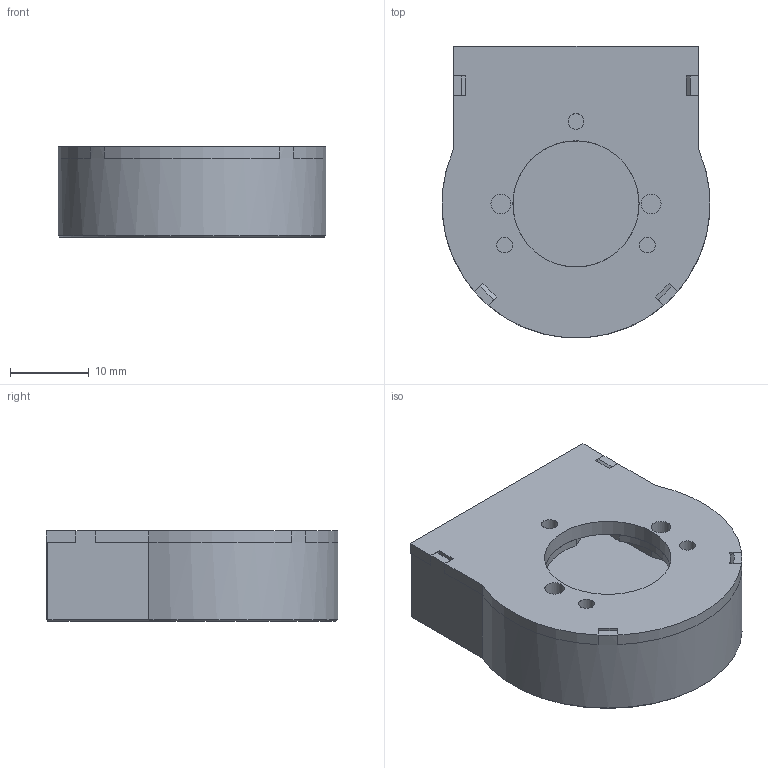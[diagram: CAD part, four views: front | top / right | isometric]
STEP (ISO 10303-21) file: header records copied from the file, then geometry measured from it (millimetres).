
FILE_DESCRIPTION((''),'2;1');
FILE_NAME('NOE2.stp','2015-05-20T10:18:38',('schneid_a'),(''),'Autodesk Inventor 2010','Autodesk Inventor 2010','');
FILE_SCHEMA(('AUTOMOTIVE_DESIGN { 1 0 10303 214 1 1 1 1 }'));
Length unit declared in the file: millimetre
Products named in the file (1): NOE2
Bounding box: 33.93 x 36.91 x 11.5 mm (x, y, z)
Surface area: 8043.4 mm2 (no closed solid volume)
Topology: 0 solids, 4 shells, 98 faces, 371 edges, 271 vertices
Faces by surface type: plane 80, cylinder 15, cone 3
Full cylindrical faces by diameter (mm): 2 x3, 2.5 x2, 16 x1
Entity records: 3961 total; most frequent: CARTESIAN_POINT 739, DIRECTION 611, ORIENTED_EDGE 552, EDGE_CURVE 360, VECTOR 295, LINE 295, VERTEX_POINT 266, AXIS2_PLACEMENT_3D 158
